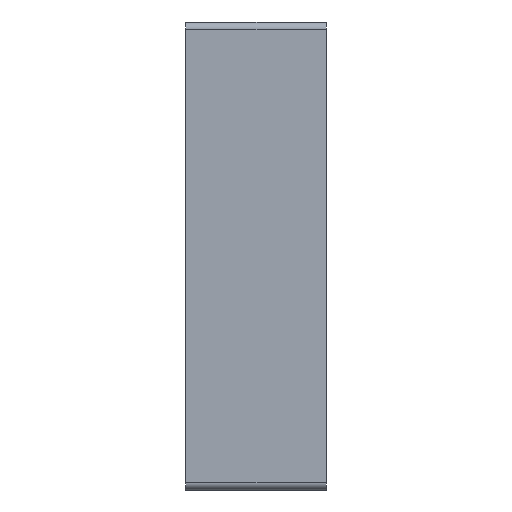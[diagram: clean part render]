
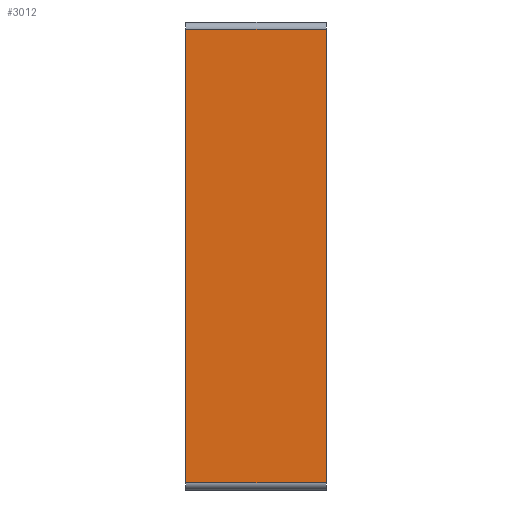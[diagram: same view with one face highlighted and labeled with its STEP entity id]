
A CAD part, left-side view. The second image highlights one B-rep face of the part: STEP entity #3012.
In plain terms, the highlighted planar face has unit normal (-1, 0, 0).
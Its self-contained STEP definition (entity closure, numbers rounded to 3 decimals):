
#223 = LINE ( 'NONE', #1208, #3905 ) ;
#259 = DIRECTION ( 'NONE',  ( 0., 0., 1. ) ) ;
#308 = AXIS2_PLACEMENT_3D ( 'NONE', #2710, #5176, #1381 ) ;
#310 = CARTESIAN_POINT ( 'NONE',  ( -400., 135., 218. ) ) ;
#329 = VECTOR ( 'NONE', #3551, 1000. ) ;
#436 = VECTOR ( 'NONE', #2208, 1000. ) ;
#556 = CARTESIAN_POINT ( 'NONE',  ( -400., 0., -218. ) ) ;
#770 = EDGE_CURVE ( 'NONE', #4742, #3843, #1471, .T. ) ;
#939 = EDGE_LOOP ( 'NONE', ( #1659, #3787, #6061, #2622 ) ) ;
#1208 = CARTESIAN_POINT ( 'NONE',  ( -400., 135., 225. ) ) ;
#1351 = PLANE ( 'NONE',  #308 ) ;
#1381 = DIRECTION ( 'NONE',  ( 0., 0., -1. ) ) ;
#1404 = CARTESIAN_POINT ( 'NONE',  ( -400., 135., 218. ) ) ;
#1471 = LINE ( 'NONE', #4800, #4428 ) ;
#1541 = CARTESIAN_POINT ( 'NONE',  ( -400., 0., 218. ) ) ;
#1545 = EDGE_CURVE ( 'NONE', #3843, #3194, #3644, .T. ) ;
#1659 = ORIENTED_EDGE ( 'NONE', *, *, #2519, .F. ) ;
#2208 = DIRECTION ( 'NONE',  ( 0., 1., 0. ) ) ;
#2401 = DIRECTION ( 'NONE',  ( 0., 0., 1. ) ) ;
#2519 = EDGE_CURVE ( 'NONE', #4014, #3194, #223, .T. ) ;
#2622 = ORIENTED_EDGE ( 'NONE', *, *, #1545, .T. ) ;
#2710 = CARTESIAN_POINT ( 'NONE',  ( -400., 135., 225. ) ) ;
#3012 = ADVANCED_FACE ( 'NONE', ( #4145 ), #1351, .F. ) ;
#3194 = VERTEX_POINT ( 'NONE', #1404 ) ;
#3395 = EDGE_CURVE ( 'NONE', #4014, #4742, #3447, .T. ) ;
#3447 = LINE ( 'NONE', #4987, #329 ) ;
#3551 = DIRECTION ( 'NONE',  ( 0., -1., 0. ) ) ;
#3644 = LINE ( 'NONE', #310, #436 ) ;
#3787 = ORIENTED_EDGE ( 'NONE', *, *, #3395, .T. ) ;
#3843 = VERTEX_POINT ( 'NONE', #1541 ) ;
#3905 = VECTOR ( 'NONE', #259, 1000. ) ;
#4014 = VERTEX_POINT ( 'NONE', #4812 ) ;
#4145 = FACE_OUTER_BOUND ( 'NONE', #939, .T. ) ;
#4428 = VECTOR ( 'NONE', #2401, 1000. ) ;
#4742 = VERTEX_POINT ( 'NONE', #556 ) ;
#4800 = CARTESIAN_POINT ( 'NONE',  ( -400., 0., 225. ) ) ;
#4812 = CARTESIAN_POINT ( 'NONE',  ( -400., 135., -218. ) ) ;
#4987 = CARTESIAN_POINT ( 'NONE',  ( -400., 135., -218. ) ) ;
#5176 = DIRECTION ( 'NONE',  ( 1., 0., 0. ) ) ;
#6061 = ORIENTED_EDGE ( 'NONE', *, *, #770, .T. ) ;
